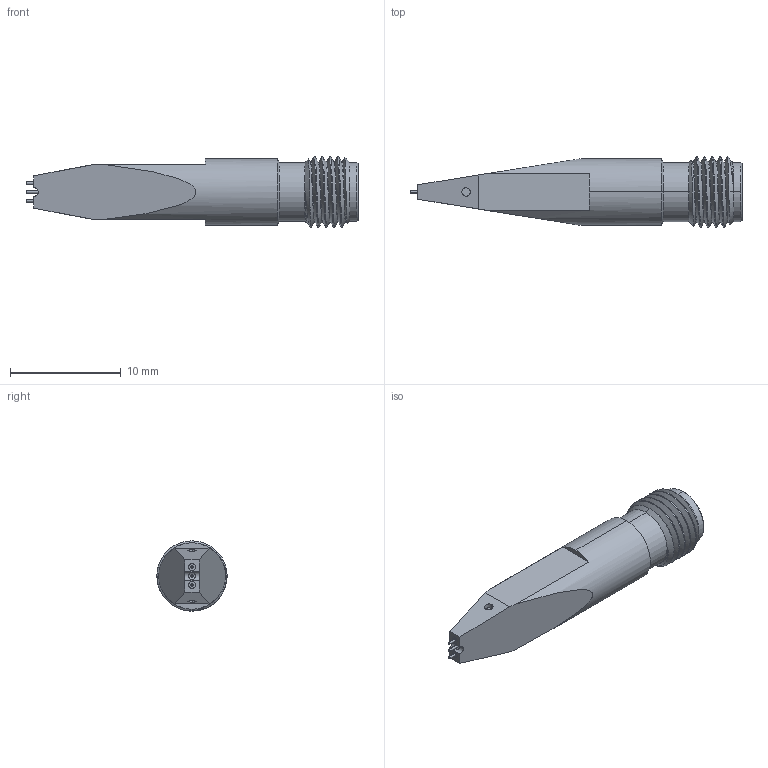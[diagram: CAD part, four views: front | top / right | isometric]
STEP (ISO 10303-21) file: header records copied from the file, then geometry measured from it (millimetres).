
FILE_DESCRIPTION (( 'STEP AP214' ), '1' );
FILE_NAME ('FMPB1004_3D.step', '2023-09-13T19:57:58', ( '' ), ( '' ), 'SwSTEP 2.0', 'SolidWorks 2022', '' );
FILE_SCHEMA (( 'AUTOMOTIVE_DESIGN' ));
Length unit declared in the file: inch
Products named in the file (1): FMPB1004_3D
Bounding box: 30 x 6.35 x 6.35 mm (x, y, z)
Volume: 578.3 mm3; surface area: 672.7 mm2
Topology: 1 solids, 1 shells, 91 faces, 227 edges, 149 vertices
Faces by surface type: plane 37, cylinder 36, cone 15, bspline 3
Entity records: 3729 total; most frequent: CARTESIAN_POINT 1582, ORIENTED_EDGE 454, DIRECTION 428, EDGE_CURVE 227, AXIS2_PLACEMENT_3D 164, VERTEX_POINT 149, EDGE_LOOP 102, LINE 100
